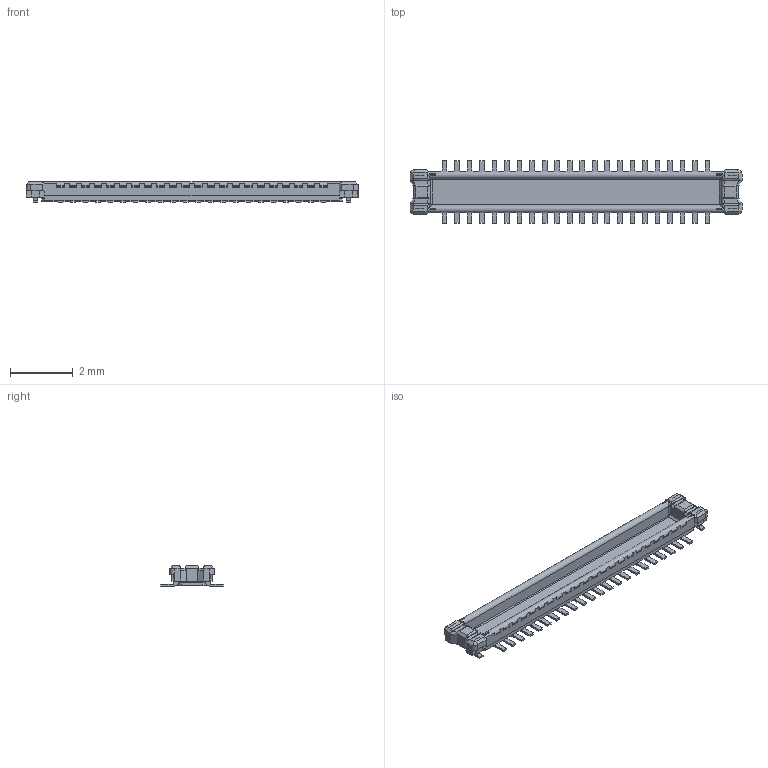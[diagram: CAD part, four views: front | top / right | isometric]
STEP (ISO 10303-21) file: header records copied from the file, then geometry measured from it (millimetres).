
FILE_DESCRIPTION (( 'STEP AP214' ), '1' );
FILE_NAME ('axe644124.stp', '2009-02-16T00:23:18', ( '' ), ( 'PanasonicCorporation' ), '', '', '' );
FILE_SCHEMA (( 'AUTOMOTIVE_DESIGN' ));
Length unit declared in the file: millimetre
Products named in the file (1): axe644124
Bounding box: 10.6 x 2 x 0.65 mm (x, y, z)
Volume: 4.2 mm3; surface area: 58.8 mm2
Topology: 1 solids, 1 shells, 732 faces, 2066 edges, 1340 vertices
Faces by surface type: plane 628, cylinder 92, cone 4, torus 4, bspline 4
Entity records: 23573 total; most frequent: CARTESIAN_POINT 4603, ORIENTED_EDGE 4124, DIRECTION 3712, EDGE_CURVE 2062, VECTOR 1758, LINE 1758, VERTEX_POINT 1340, AXIS2_PLACEMENT_3D 977
